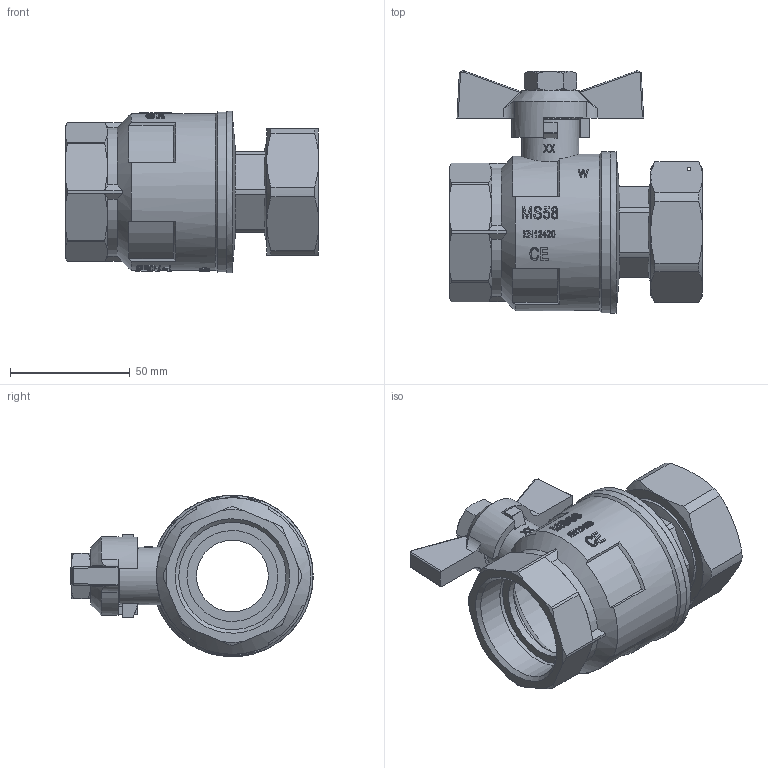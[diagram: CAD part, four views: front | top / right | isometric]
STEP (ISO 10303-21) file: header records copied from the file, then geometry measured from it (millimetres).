
FILE_DESCRIPTION(/* description */ ('Unknown'),/* implementation_level */ '2;1');
FILE_NAME(/* name */ '708-88',/* time_stamp */ '2022-07-22T09:22:44+02:00',/* author */ ('Unknown'),/* organization */ ('Unknown'),/* preprocessor_version */ 'ST-DEVELOPER v16.7',/* originating_system */ 'Solid Edge',/* authorisation */ 'Unknown');
FILE_SCHEMA (('AUTOMOTIVE_DESIGN {1 0 10303 214 3 1 1}'));
Length unit declared in the file: millimetre
Products named in the file (15): 708-88-STEP-KUNDE; 600-1_1_2-Einschraubteil; _berwurfmutter; Dichtung; Fl_gelgriff-1_1_4-1_1_2; 600-1_1_2-stopfbuchse; 1_1_2-Mutter-fl.g; 1_1_2-Mutter-fl.g.; 600-1_1_2-kvrper
Assembly tree (14 placements, depth 3):
  708-88-STEP-KUNDE
    600-1_1_2-Einschraubteil
      600-1_1_2-Einschraubteil
    _berwurfmutter
      _berwurfmutter
    Dichtung
      Dichtung
    Fl_gelgriff-1_1_4-1_1_2
      Fl_gelgriff-1_1_4-1_1_2
    600-1_1_2-stopfbuchse
      600-1_1_2-stopfbuchse
    1_1_2-Mutter-fl.g
      1_1_2-Mutter-fl.g.
    600-1_1_2-kvrper
      600-1_1_2-kvrper
Bounding box: 105.5 x 101.27 x 67.5 mm (x, y, z)
Volume: 109001.6 mm3; surface area: 65570.9 mm2
Topology: 7 solids, 7 shells, 1296 faces, 3616 edges, 2391 vertices
Faces by surface type: plane 1086, cylinder 129, cone 58, bspline 14, sphere 8, torus 1
Full cylindrical faces by diameter (mm): 1.5 x1, 10.2 x1, 14.1 x1, 14.5 x1, 16 x1, 18 x1, 18.38 x1, 18.398 x1, 20 x1, 24 x1, 26 x1, 30 x1, 32 x1, 34 x1, 38 x1, 42.5 x1, 44.8 x2, 44.845 x2, 44.865 x1, 44.9 x1, 48 x3, 59.5 x1, 61 x1, 61.5 x1, 65.5 x1, 67.5 x2
Entity records: 47284 total; most frequent: CARTESIAN_POINT 12351, DIRECTION 7985, ORIENTED_EDGE 7068, EDGE_CURVE 3534, AXIS2_PLACEMENT_3D 3306, VERTEX_POINT 2369, ELLIPSE 1608, EDGE_LOOP 1431
